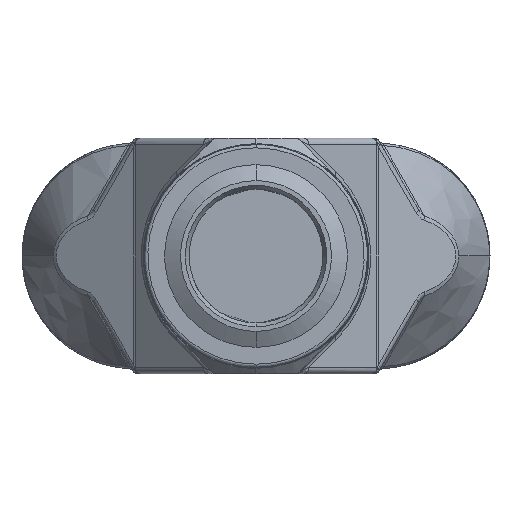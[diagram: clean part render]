
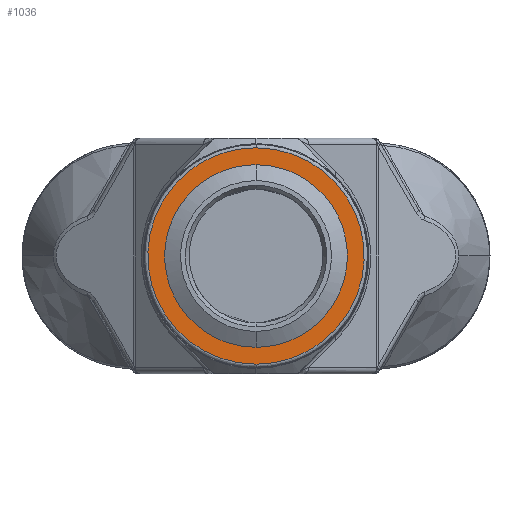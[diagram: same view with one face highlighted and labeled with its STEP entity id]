
A CAD part, front view. The second image highlights one B-rep face of the part: STEP entity #1036.
In plain terms, the highlighted free-form (B-spline) face has degree [1, 1] with [2, 2] control points.
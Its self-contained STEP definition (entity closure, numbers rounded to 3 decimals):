
#376 = CARTESIAN_POINT ( 'NONE',  ( 3.101, 22.242, -8.349 ) ) ;
#432 =( BOUNDED_CURVE ( )  B_SPLINE_CURVE ( 3, ( #14928, #10448, #2203, #11640 ),
 .UNSPECIFIED., .F., .F. ) 
 B_SPLINE_CURVE_WITH_KNOTS ( ( 4, 4 ),
 ( 0., 3.142 ),
 .UNSPECIFIED. ) 
 CURVE ( )  GEOMETRIC_REPRESENTATION_ITEM ( )  RATIONAL_B_SPLINE_CURVE ( ( 0.957, 0.319, 0.319, 0.957 ) ) 
 REPRESENTATION_ITEM ( '' )  );
#642 = CARTESIAN_POINT ( 'NONE',  ( -1.739, 22.242, -6.083 ) ) ;
#950 = EDGE_CURVE ( 'NONE', #14236, #2183, #8126, .T. ) ;
#1030 = CARTESIAN_POINT ( 'NONE',  ( -5.248, 22.242, 6.962 ) ) ;
#1036 = ADVANCED_FACE ( 'NONE', ( #9942, #1458 ), #7100, .T. ) ;
#1458 = FACE_OUTER_BOUND ( 'NONE', #10689, .T. ) ;
#1467 = CARTESIAN_POINT ( 'NONE',  ( -12.21, 22.242, 0.914 ) ) ;
#1517 = CARTESIAN_POINT ( 'NONE',  ( -7.068, 22.242, 6.782 ) ) ;
#2038 = CARTESIAN_POINT ( 'NONE',  ( -5.248, 22.242, 6.962 ) ) ;
#2056 = B_SPLINE_CURVE_WITH_KNOTS ( 'NONE', 3,
 ( #12109, #11950, #8575, #8520, #4907, #3906, #5020, #2508, #14393, #1467, #13222, #13116, #6198, #6097, #7389, #1517, #9768, #1030 ),
 .UNSPECIFIED., .F., .F.,
 ( 4, 2, 2, 2, 2, 2, 2, 2, 4 ),
 ( 0., 0.393, 0.785, 1.178, 1.571, 1.963, 2.356, 2.749, 3.142 ),
 .UNSPECIFIED. ) ;
#2183 = VERTEX_POINT ( 'NONE', #14355 ) ;
#2203 = CARTESIAN_POINT ( 'NONE',  ( 11.252, 22.242, -8.25 ) ) ;
#2307 = EDGE_LOOP ( 'NONE', ( #4376, #12591 ) ) ;
#2508 = CARTESIAN_POINT ( 'NONE',  ( -12.03, 22.242, -1.82 ) ) ;
#2635 = CARTESIAN_POINT ( 'NONE',  ( -13.597, 22.242, -8.349 ) ) ;
#2774 = CARTESIAN_POINT ( 'NONE',  ( 1.715, 22.242, 0.914 ) ) ;
#2967 = CARTESIAN_POINT ( 'NONE',  ( -4.334, 22.242, -6.962 ) ) ;
#3583 = CARTESIAN_POINT ( 'NONE',  ( -21.748, 22.242, 8.25 ) ) ;
#3686 = CARTESIAN_POINT ( 'NONE',  ( -5.248, 22.242, -6.962 ) ) ;
#3906 = CARTESIAN_POINT ( 'NONE',  ( -10.818, 22.242, -4.277 ) ) ;
#3975 = CARTESIAN_POINT ( 'NONE',  ( -0.971, 22.242, -5.57 ) ) ;
#4077 = CARTESIAN_POINT ( 'NONE',  ( -4.334, 22.242, 6.962 ) ) ;
#4127 = CARTESIAN_POINT ( 'NONE',  ( 1.535, 22.242, -1.82 ) ) ;
#4376 = ORIENTED_EDGE ( 'NONE', *, *, #5691, .T. ) ;
#4834 = B_SPLINE_CURVE_WITH_KNOTS ( 'NONE', 3,
 ( #14701, #4077, #12253, #11182, #13433, #13471, #9875, #10060, #2774, #5236, #4127, #6420, #8776, #3975, #642, #5333, #2967, #11134 ),
 .UNSPECIFIED., .F., .F.,
 ( 4, 2, 2, 2, 2, 2, 2, 2, 4 ),
 ( 0., 0.393, 0.785, 1.178, 1.571, 1.963, 2.356, 2.749, 3.142 ),
 .UNSPECIFIED. ) ;
#4907 = CARTESIAN_POINT ( 'NONE',  ( -9.524, 22.242, -5.57 ) ) ;
#4947 = CARTESIAN_POINT ( 'NONE',  ( -21.748, 22.242, -8.25 ) ) ;
#5020 = CARTESIAN_POINT ( 'NONE',  ( -11.33, 22.242, -3.509 ) ) ;
#5050 = CARTESIAN_POINT ( 'NONE',  ( -13.597, 22.242, 8.349 ) ) ;
#5236 = CARTESIAN_POINT ( 'NONE',  ( 1.715, 22.242, -0.914 ) ) ;
#5333 = CARTESIAN_POINT ( 'NONE',  ( -3.428, 22.242, -6.782 ) ) ;
#5691 = EDGE_CURVE ( 'NONE', #12369, #9147, #2056, .T. ) ;
#5925 = ORIENTED_EDGE ( 'NONE', *, *, #7862, .F. ) ;
#6097 = CARTESIAN_POINT ( 'NONE',  ( -9.524, 22.242, 5.57 ) ) ;
#6198 = CARTESIAN_POINT ( 'NONE',  ( -10.818, 22.242, 4.277 ) ) ;
#6420 = CARTESIAN_POINT ( 'NONE',  ( 0.835, 22.242, -3.509 ) ) ;
#7100 = B_SPLINE_SURFACE_WITH_KNOTS ( 'NONE', 1, 1, ( 
 ( #376, #2635 ),
 ( #10903, #5050 ) ),
 .UNSPECIFIED., .F., .F., .F.,
 ( 2, 2 ),
 ( 2, 2 ),
 ( 0., 1. ),
 ( 0., 1. ),
 .UNSPECIFIED. ) ;
#7352 = CARTESIAN_POINT ( 'NONE',  ( -5.248, 22.242, -8.25 ) ) ;
#7389 = CARTESIAN_POINT ( 'NONE',  ( -8.757, 22.242, 6.083 ) ) ;
#7862 = EDGE_CURVE ( 'NONE', #2183, #14236, #432, .T. ) ;
#8126 =( BOUNDED_CURVE ( )  B_SPLINE_CURVE ( 3, ( #13056, #4947, #3583, #13000 ),
 .UNSPECIFIED., .F., .F. ) 
 B_SPLINE_CURVE_WITH_KNOTS ( ( 4, 4 ),
 ( 0., 3.142 ),
 .UNSPECIFIED. ) 
 CURVE ( )  GEOMETRIC_REPRESENTATION_ITEM ( )  RATIONAL_B_SPLINE_CURVE ( ( 0.957, 0.319, 0.319, 0.957 ) ) 
 REPRESENTATION_ITEM ( '' )  );
#8520 = CARTESIAN_POINT ( 'NONE',  ( -8.757, 22.242, -6.083 ) ) ;
#8575 = CARTESIAN_POINT ( 'NONE',  ( -7.068, 22.242, -6.782 ) ) ;
#8776 = CARTESIAN_POINT ( 'NONE',  ( 0.322, 22.242, -4.277 ) ) ;
#9147 = VERTEX_POINT ( 'NONE', #2038 ) ;
#9768 = CARTESIAN_POINT ( 'NONE',  ( -6.162, 22.242, 6.962 ) ) ;
#9875 = CARTESIAN_POINT ( 'NONE',  ( 0.835, 22.242, 3.509 ) ) ;
#9942 = FACE_BOUND ( 'NONE', #2307, .T. ) ;
#10060 = CARTESIAN_POINT ( 'NONE',  ( 1.535, 22.242, 1.82 ) ) ;
#10448 = CARTESIAN_POINT ( 'NONE',  ( 11.252, 22.242, 8.25 ) ) ;
#10689 = EDGE_LOOP ( 'NONE', ( #13855, #5925 ) ) ;
#10903 = CARTESIAN_POINT ( 'NONE',  ( 3.101, 22.242, 8.349 ) ) ;
#11134 = CARTESIAN_POINT ( 'NONE',  ( -5.248, 22.242, -6.962 ) ) ;
#11182 = CARTESIAN_POINT ( 'NONE',  ( -1.739, 22.242, 6.083 ) ) ;
#11640 = CARTESIAN_POINT ( 'NONE',  ( -5.248, 22.242, -8.25 ) ) ;
#11950 = CARTESIAN_POINT ( 'NONE',  ( -6.162, 22.242, -6.962 ) ) ;
#12109 = CARTESIAN_POINT ( 'NONE',  ( -5.248, 22.242, -6.962 ) ) ;
#12253 = CARTESIAN_POINT ( 'NONE',  ( -3.428, 22.242, 6.782 ) ) ;
#12369 = VERTEX_POINT ( 'NONE', #3686 ) ;
#12591 = ORIENTED_EDGE ( 'NONE', *, *, #12863, .T. ) ;
#12863 = EDGE_CURVE ( 'NONE', #9147, #12369, #4834, .T. ) ;
#13000 = CARTESIAN_POINT ( 'NONE',  ( -5.248, 22.242, 8.25 ) ) ;
#13056 = CARTESIAN_POINT ( 'NONE',  ( -5.248, 22.242, -8.25 ) ) ;
#13116 = CARTESIAN_POINT ( 'NONE',  ( -11.33, 22.242, 3.509 ) ) ;
#13222 = CARTESIAN_POINT ( 'NONE',  ( -12.03, 22.242, 1.82 ) ) ;
#13433 = CARTESIAN_POINT ( 'NONE',  ( -0.971, 22.242, 5.57 ) ) ;
#13471 = CARTESIAN_POINT ( 'NONE',  ( 0.322, 22.242, 4.277 ) ) ;
#13855 = ORIENTED_EDGE ( 'NONE', *, *, #950, .F. ) ;
#14236 = VERTEX_POINT ( 'NONE', #7352 ) ;
#14355 = CARTESIAN_POINT ( 'NONE',  ( -5.248, 22.242, 8.25 ) ) ;
#14393 = CARTESIAN_POINT ( 'NONE',  ( -12.21, 22.242, -0.914 ) ) ;
#14701 = CARTESIAN_POINT ( 'NONE',  ( -5.248, 22.242, 6.962 ) ) ;
#14928 = CARTESIAN_POINT ( 'NONE',  ( -5.248, 22.242, 8.25 ) ) ;
